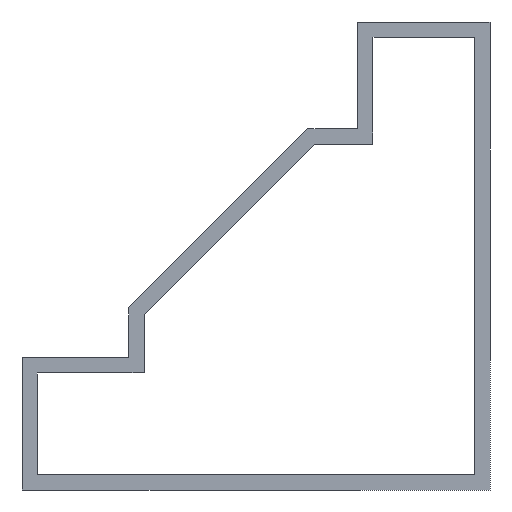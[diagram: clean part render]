
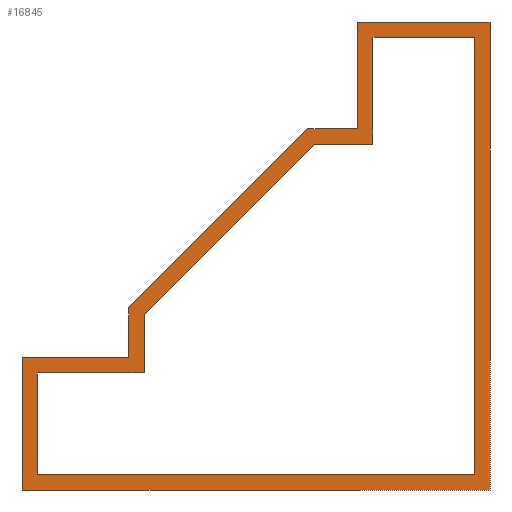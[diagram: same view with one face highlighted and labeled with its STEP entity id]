
A CAD part, front view. The second image highlights one B-rep face of the part: STEP entity #16845.
In plain terms, the highlighted planar face has unit normal (0, -1, 0).
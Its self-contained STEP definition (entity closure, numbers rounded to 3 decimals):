
#602 = EDGE_CURVE ( 'NONE', #13963, #12632, #5230, .T. ) ;
#753 = AXIS2_PLACEMENT_3D ( 'NONE', #16311, #22795, #17024 ) ;
#813 = EDGE_CURVE ( 'NONE', #24001, #12212, #8754, .T. ) ;
#886 = DIRECTION ( 'NONE',  ( 0., 0., 1. ) ) ;
#1058 = DIRECTION ( 'NONE',  ( 0., 0., 1. ) ) ;
#1095 = CARTESIAN_POINT ( 'NONE',  ( 12., -864.5, -28.721 ) ) ;
#1233 = EDGE_CURVE ( 'NONE', #6826, #5799, #16406, .T. ) ;
#1526 = CARTESIAN_POINT ( 'NONE',  ( 28.1, -864.5, -10.5 ) ) ;
#1536 = CARTESIAN_POINT ( 'NONE',  ( 33., -864.5, 0. ) ) ;
#1564 = EDGE_CURVE ( 'NONE', #28604, #24001, #19958, .T. ) ;
#1984 = LINE ( 'NONE', #8768, #3414 ) ;
#2021 = VERTEX_POINT ( 'NONE', #1095 ) ;
#2066 = CARTESIAN_POINT ( 'NONE',  ( 12., -864.5, -28.1 ) ) ;
#2563 = LINE ( 'NONE', #18763, #27649 ) ;
#2705 = ORIENTED_EDGE ( 'NONE', *, *, #23696, .T. ) ;
#3131 = VERTEX_POINT ( 'NONE', #14814 ) ;
#3269 = CARTESIAN_POINT ( 'NONE',  ( 10.5, -864.5, -33. ) ) ;
#3414 = VECTOR ( 'NONE', #18324, 1000. ) ;
#4130 = VECTOR ( 'NONE', #1058, 1000. ) ;
#4158 = ORIENTED_EDGE ( 'NONE', *, *, #10215, .F. ) ;
#4287 = ORIENTED_EDGE ( 'NONE', *, *, #1564, .F. ) ;
#4440 = FACE_BOUND ( 'NONE', #11871, .T. ) ;
#5103 = CARTESIAN_POINT ( 'NONE',  ( 28.721, -864.5, -12. ) ) ;
#5230 = LINE ( 'NONE', #24062, #4130 ) ;
#5546 = LINE ( 'NONE', #12010, #5746 ) ;
#5629 = DIRECTION ( 'NONE',  ( 1., 0., 0. ) ) ;
#5746 = VECTOR ( 'NONE', #21439, 1000. ) ;
#5799 = VERTEX_POINT ( 'NONE', #21317 ) ;
#5944 = CARTESIAN_POINT ( 'NONE',  ( 10.5, -864.5, -33. ) ) ;
#6088 = DIRECTION ( 'NONE',  ( 0.707, 0., 0.707 ) ) ;
#6452 = ORIENTED_EDGE ( 'NONE', *, *, #11953, .F. ) ;
#6484 = CARTESIAN_POINT ( 'NONE',  ( 46., -864.5, -46. ) ) ;
#6757 = VECTOR ( 'NONE', #29568, 1000. ) ;
#6826 = VERTEX_POINT ( 'NONE', #6484 ) ;
#6910 = PLANE ( 'NONE',  #753 ) ;
#7023 = ORIENTED_EDGE ( 'NONE', *, *, #17859, .T. ) ;
#7068 = ORIENTED_EDGE ( 'NONE', *, *, #12675, .F. ) ;
#7199 = VERTEX_POINT ( 'NONE', #14440 ) ;
#7939 = ORIENTED_EDGE ( 'NONE', *, *, #17438, .T. ) ;
#8105 = LINE ( 'NONE', #20147, #6757 ) ;
#8299 = EDGE_CURVE ( 'NONE', #12632, #3131, #1984, .T. ) ;
#8305 = VERTEX_POINT ( 'NONE', #1526 ) ;
#8473 = ORIENTED_EDGE ( 'NONE', *, *, #30526, .T. ) ;
#8673 = DIRECTION ( 'NONE',  ( 0., 0., 1. ) ) ;
#8754 = LINE ( 'NONE', #15991, #14983 ) ;
#8768 = CARTESIAN_POINT ( 'NONE',  ( 33., -864.5, -1.5 ) ) ;
#9663 = DIRECTION ( 'NONE',  ( 0., 0., 1. ) ) ;
#9805 = EDGE_CURVE ( 'NONE', #17339, #18054, #24341, .T. ) ;
#9881 = VECTOR ( 'NONE', #886, 1000. ) ;
#10144 = EDGE_CURVE ( 'NONE', #8305, #28604, #2563, .T. ) ;
#10215 = EDGE_CURVE ( 'NONE', #25935, #17339, #24303, .T. ) ;
#10882 = VECTOR ( 'NONE', #5629, 1000. ) ;
#10892 = ORIENTED_EDGE ( 'NONE', *, *, #10144, .F. ) ;
#11058 = VECTOR ( 'NONE', #16108, 1000. ) ;
#11577 = CARTESIAN_POINT ( 'NONE',  ( 33., -864.5, -12. ) ) ;
#11871 = EDGE_LOOP ( 'NONE', ( #30034, #7023, #7939, #8473, #2705, #20025, #22023, #12922, #24330 ) ) ;
#11943 = VECTOR ( 'NONE', #20582, 1000. ) ;
#11953 = EDGE_CURVE ( 'NONE', #12212, #6826, #12600, .T. ) ;
#12010 = CARTESIAN_POINT ( 'NONE',  ( 44.5, -864.5, -43.2 ) ) ;
#12212 = VERTEX_POINT ( 'NONE', #27421 ) ;
#12379 = VECTOR ( 'NONE', #19731, 1000. ) ;
#12600 = LINE ( 'NONE', #28828, #12379 ) ;
#12632 = VERTEX_POINT ( 'NONE', #17503 ) ;
#12675 = EDGE_CURVE ( 'NONE', #18054, #8305, #20137, .T. ) ;
#12702 = EDGE_CURVE ( 'NONE', #7199, #2021, #23199, .T. ) ;
#12789 = ORIENTED_EDGE ( 'NONE', *, *, #9805, .F. ) ;
#12922 = ORIENTED_EDGE ( 'NONE', *, *, #13166, .T. ) ;
#13166 = EDGE_CURVE ( 'NONE', #14797, #13963, #25482, .T. ) ;
#13547 = VECTOR ( 'NONE', #28571, 1000. ) ;
#13949 = CARTESIAN_POINT ( 'NONE',  ( 1.5, -864.5, -33. ) ) ;
#13963 = VERTEX_POINT ( 'NONE', #24596 ) ;
#14114 = DIRECTION ( 'NONE',  ( 1., 0., 0. ) ) ;
#14440 = CARTESIAN_POINT ( 'NONE',  ( 12., -864.5, -34.5 ) ) ;
#14797 = VERTEX_POINT ( 'NONE', #5103 ) ;
#14814 = CARTESIAN_POINT ( 'NONE',  ( 44.5, -864.5, -1.5 ) ) ;
#14983 = VECTOR ( 'NONE', #27137, 1000. ) ;
#15991 = CARTESIAN_POINT ( 'NONE',  ( 33., -864.5, 0. ) ) ;
#16099 = CARTESIAN_POINT ( 'NONE',  ( 1.5, -864.5, -44.5 ) ) ;
#16108 = DIRECTION ( 'NONE',  ( -1., 0., 0. ) ) ;
#16311 = CARTESIAN_POINT ( 'NONE',  ( 0., -864.5, 0. ) ) ;
#16406 = LINE ( 'NONE', #25536, #11058 ) ;
#16845 = ADVANCED_FACE ( 'NONE', ( #4440, #23255 ), #6910, .F. ) ;
#16897 = CARTESIAN_POINT ( 'NONE',  ( 10.5, -864.5, -28.1 ) ) ;
#17024 = DIRECTION ( 'NONE',  ( 0., 0., 1. ) ) ;
#17339 = VERTEX_POINT ( 'NONE', #3269 ) ;
#17438 = EDGE_CURVE ( 'NONE', #21409, #19549, #27475, .T. ) ;
#17503 = CARTESIAN_POINT ( 'NONE',  ( 34.5, -864.5, -1.5 ) ) ;
#17792 = VECTOR ( 'NONE', #18598, 1000. ) ;
#17813 = CARTESIAN_POINT ( 'NONE',  ( 11.32, -864.5, -27.28 ) ) ;
#17859 = EDGE_CURVE ( 'NONE', #3131, #21409, #5546, .T. ) ;
#18050 = VECTOR ( 'NONE', #9663, 1000. ) ;
#18052 = DIRECTION ( 'NONE',  ( -1., 0., 0. ) ) ;
#18054 = VERTEX_POINT ( 'NONE', #16897 ) ;
#18324 = DIRECTION ( 'NONE',  ( 1., 0., 0. ) ) ;
#18598 = DIRECTION ( 'NONE',  ( 0., 0., 1. ) ) ;
#18763 = CARTESIAN_POINT ( 'NONE',  ( 33., -864.5, -10.5 ) ) ;
#18899 = LINE ( 'NONE', #13949, #17792 ) ;
#19549 = VERTEX_POINT ( 'NONE', #16099 ) ;
#19731 = DIRECTION ( 'NONE',  ( 0., 0., -1. ) ) ;
#19958 = LINE ( 'NONE', #22415, #20425 ) ;
#20025 = ORIENTED_EDGE ( 'NONE', *, *, #12702, .T. ) ;
#20137 = LINE ( 'NONE', #17813, #20801 ) ;
#20147 = CARTESIAN_POINT ( 'NONE',  ( 12.381, -864.5, -28.341 ) ) ;
#20332 = ORIENTED_EDGE ( 'NONE', *, *, #25862, .F. ) ;
#20425 = VECTOR ( 'NONE', #8673, 1000. ) ;
#20582 = DIRECTION ( 'NONE',  ( 0., 0., 1. ) ) ;
#20801 = VECTOR ( 'NONE', #6088, 1000. ) ;
#20827 = EDGE_LOOP ( 'NONE', ( #6452, #25888, #4287, #10892, #7068, #12789, #4158, #20332, #24338 ) ) ;
#21317 = CARTESIAN_POINT ( 'NONE',  ( 0., -864.5, -46. ) ) ;
#21409 = VERTEX_POINT ( 'NONE', #28505 ) ;
#21439 = DIRECTION ( 'NONE',  ( 0., 0., -1. ) ) ;
#22023 = ORIENTED_EDGE ( 'NONE', *, *, #26950, .T. ) ;
#22415 = CARTESIAN_POINT ( 'NONE',  ( 33., -864.5, 0. ) ) ;
#22795 = DIRECTION ( 'NONE',  ( 0., 1., 0. ) ) ;
#23199 = LINE ( 'NONE', #2066, #11943 ) ;
#23255 = FACE_OUTER_BOUND ( 'NONE', #20827, .T. ) ;
#23311 = DIRECTION ( 'NONE',  ( 1., 0., 0. ) ) ;
#23338 = CARTESIAN_POINT ( 'NONE',  ( 0., -864.5, -33. ) ) ;
#23696 = EDGE_CURVE ( 'NONE', #27949, #7199, #26096, .T. ) ;
#24001 = VERTEX_POINT ( 'NONE', #1536 ) ;
#24062 = CARTESIAN_POINT ( 'NONE',  ( 34.5, -864.5, 0. ) ) ;
#24303 = LINE ( 'NONE', #5944, #10882 ) ;
#24330 = ORIENTED_EDGE ( 'NONE', *, *, #602, .T. ) ;
#24338 = ORIENTED_EDGE ( 'NONE', *, *, #1233, .F. ) ;
#24341 = LINE ( 'NONE', #26806, #9881 ) ;
#24482 = CARTESIAN_POINT ( 'NONE',  ( 1.5, -864.5, -34.5 ) ) ;
#24596 = CARTESIAN_POINT ( 'NONE',  ( 34.5, -864.5, -12. ) ) ;
#25482 = LINE ( 'NONE', #11577, #26266 ) ;
#25536 = CARTESIAN_POINT ( 'NONE',  ( 2.8, -864.5, -46. ) ) ;
#25862 = EDGE_CURVE ( 'NONE', #5799, #25935, #26176, .T. ) ;
#25888 = ORIENTED_EDGE ( 'NONE', *, *, #813, .F. ) ;
#25935 = VERTEX_POINT ( 'NONE', #23338 ) ;
#26096 = LINE ( 'NONE', #28868, #13547 ) ;
#26176 = LINE ( 'NONE', #28338, #18050 ) ;
#26266 = VECTOR ( 'NONE', #23311, 1000. ) ;
#26806 = CARTESIAN_POINT ( 'NONE',  ( 10.5, -864.5, -28.1 ) ) ;
#26915 = VECTOR ( 'NONE', #18052, 1000. ) ;
#26950 = EDGE_CURVE ( 'NONE', #2021, #14797, #8105, .T. ) ;
#27137 = DIRECTION ( 'NONE',  ( 1., 0., 0. ) ) ;
#27421 = CARTESIAN_POINT ( 'NONE',  ( 46., -864.5, 0. ) ) ;
#27475 = LINE ( 'NONE', #29945, #26915 ) ;
#27649 = VECTOR ( 'NONE', #14114, 1000. ) ;
#27949 = VERTEX_POINT ( 'NONE', #24482 ) ;
#28338 = CARTESIAN_POINT ( 'NONE',  ( 0., -864.5, -33. ) ) ;
#28505 = CARTESIAN_POINT ( 'NONE',  ( 44.5, -864.5, -44.5 ) ) ;
#28571 = DIRECTION ( 'NONE',  ( 1., 0., 0. ) ) ;
#28604 = VERTEX_POINT ( 'NONE', #29384 ) ;
#28828 = CARTESIAN_POINT ( 'NONE',  ( 46., -864.5, -43.2 ) ) ;
#28868 = CARTESIAN_POINT ( 'NONE',  ( 10.5, -864.5, -34.5 ) ) ;
#29384 = CARTESIAN_POINT ( 'NONE',  ( 33., -864.5, -10.5 ) ) ;
#29568 = DIRECTION ( 'NONE',  ( 0.707, 0., 0.707 ) ) ;
#29945 = CARTESIAN_POINT ( 'NONE',  ( 2.8, -864.5, -44.5 ) ) ;
#30034 = ORIENTED_EDGE ( 'NONE', *, *, #8299, .T. ) ;
#30526 = EDGE_CURVE ( 'NONE', #19549, #27949, #18899, .T. ) ;
